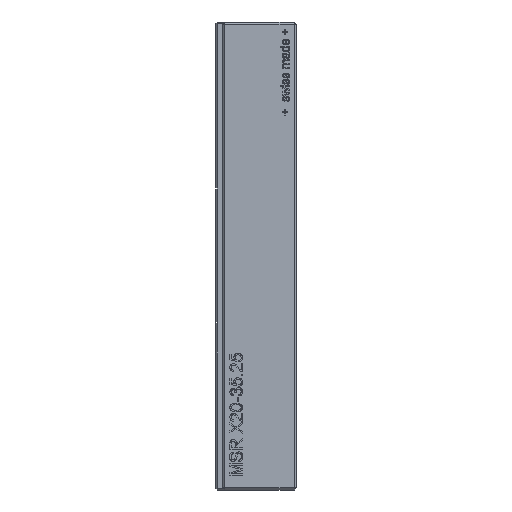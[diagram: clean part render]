
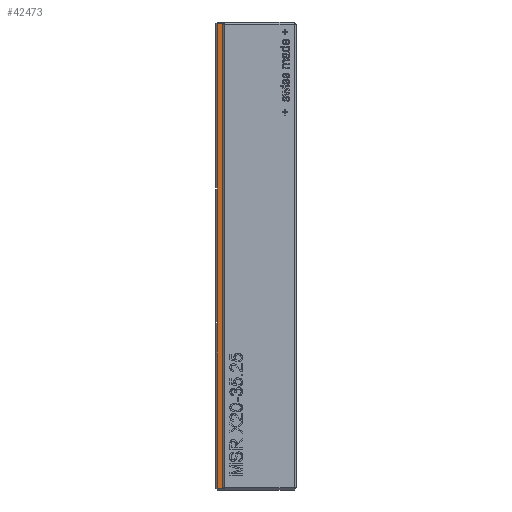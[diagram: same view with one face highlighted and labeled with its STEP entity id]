
A CAD part, left-side view. The second image highlights one B-rep face of the part: STEP entity #42473.
In plain terms, the highlighted planar face has unit normal (-1, 0, 0).
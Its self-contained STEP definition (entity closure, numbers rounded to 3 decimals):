
#42473 = ADVANCED_FACE('',(#42474),#42488,.F.);
#42474 = FACE_BOUND('',#42475,.F.);
#42475 = EDGE_LOOP('',(#42476,#42511,#42539,#42567,#42595,#42623,#42651,
    #42679));
#42476 = ORIENTED_EDGE('',*,*,#42477,.F.);
#42477 = EDGE_CURVE('',#42478,#42480,#42482,.T.);
#42478 = VERTEX_POINT('',#42479);
#42479 = CARTESIAN_POINT('',(-2.5,5.024,0.1));
#42480 = VERTEX_POINT('',#42481);
#42481 = CARTESIAN_POINT('',(-2.5,5.024,34.9));
#42482 = SURFACE_CURVE('',#42483,(#42487,#42499),.PCURVE_S1.);
#42483 = LINE('',#42484,#42485);
#42484 = CARTESIAN_POINT('',(-2.5,5.024,0.));
#42485 = VECTOR('',#42486,1.);
#42486 = DIRECTION('',(0.,0.,1.));
#42487 = PCURVE('',#42488,#42493);
#42488 = PLANE('',#42489);
#42489 = AXIS2_PLACEMENT_3D('',#42490,#42491,#42492);
#42490 = CARTESIAN_POINT('',(-2.5,6.,0.));
#42491 = DIRECTION('',(1.,0.,0.));
#42492 = DIRECTION('',(0.,-1.,0.));
#42493 = DEFINITIONAL_REPRESENTATION('',(#42494),#42498);
#42494 = LINE('',#42495,#42496);
#42495 = CARTESIAN_POINT('',(0.976,0.));
#42496 = VECTOR('',#42497,1.);
#42497 = DIRECTION('',(0.,-1.));
#42498 = ( GEOMETRIC_REPRESENTATION_CONTEXT(2) 
PARAMETRIC_REPRESENTATION_CONTEXT() REPRESENTATION_CONTEXT('2D SPACE',''
  ) );
#42499 = PCURVE('',#42500,#42505);
#42500 = PLANE('',#42501);
#42501 = AXIS2_PLACEMENT_3D('',#42502,#42503,#42504);
#42502 = CARTESIAN_POINT('',(-2.5,5.024,0.));
#42503 = DIRECTION('',(0.707,0.707,0.));
#42504 = DIRECTION('',(0.707,-0.707,0.));
#42505 = DEFINITIONAL_REPRESENTATION('',(#42506),#42510);
#42506 = LINE('',#42507,#42508);
#42507 = CARTESIAN_POINT('',(0.,0.));
#42508 = VECTOR('',#42509,1.);
#42509 = DIRECTION('',(0.,-1.));
#42510 = ( GEOMETRIC_REPRESENTATION_CONTEXT(2) 
PARAMETRIC_REPRESENTATION_CONTEXT() REPRESENTATION_CONTEXT('2D SPACE',''
  ) );
#42511 = ORIENTED_EDGE('',*,*,#42512,.F.);
#42512 = EDGE_CURVE('',#42513,#42478,#42515,.T.);
#42513 = VERTEX_POINT('',#42514);
#42514 = CARTESIAN_POINT('',(-2.5,5.9,0.1));
#42515 = SURFACE_CURVE('',#42516,(#42520,#42527),.PCURVE_S1.);
#42516 = LINE('',#42517,#42518);
#42517 = CARTESIAN_POINT('',(-2.5,6.,0.1));
#42518 = VECTOR('',#42519,1.);
#42519 = DIRECTION('',(0.,-1.,0.));
#42520 = PCURVE('',#42488,#42521);
#42521 = DEFINITIONAL_REPRESENTATION('',(#42522),#42526);
#42522 = LINE('',#42523,#42524);
#42523 = CARTESIAN_POINT('',(0.,-0.1));
#42524 = VECTOR('',#42525,1.);
#42525 = DIRECTION('',(1.,0.));
#42526 = ( GEOMETRIC_REPRESENTATION_CONTEXT(2) 
PARAMETRIC_REPRESENTATION_CONTEXT() REPRESENTATION_CONTEXT('2D SPACE',''
  ) );
#42527 = PCURVE('',#42528,#42533);
#42528 = PLANE('',#42529);
#42529 = AXIS2_PLACEMENT_3D('',#42530,#42531,#42532);
#42530 = CARTESIAN_POINT('',(-2.45,6.,0.05));
#42531 = DIRECTION('',(0.707,0.,0.707
    ));
#42532 = DIRECTION('',(0.,-1.,0.));
#42533 = DEFINITIONAL_REPRESENTATION('',(#42534),#42538);
#42534 = LINE('',#42535,#42536);
#42535 = CARTESIAN_POINT('',(0.,-0.071));
#42536 = VECTOR('',#42537,1.);
#42537 = DIRECTION('',(1.,0.));
#42538 = ( GEOMETRIC_REPRESENTATION_CONTEXT(2) 
PARAMETRIC_REPRESENTATION_CONTEXT() REPRESENTATION_CONTEXT('2D SPACE',''
  ) );
#42539 = ORIENTED_EDGE('',*,*,#42540,.T.);
#42540 = EDGE_CURVE('',#42513,#42541,#42543,.T.);
#42541 = VERTEX_POINT('',#42542);
#42542 = CARTESIAN_POINT('',(-2.5,5.9,12.5));
#42543 = SURFACE_CURVE('',#42544,(#42548,#42555),.PCURVE_S1.);
#42544 = LINE('',#42545,#42546);
#42545 = CARTESIAN_POINT('',(-2.5,5.9,0.));
#42546 = VECTOR('',#42547,1.);
#42547 = DIRECTION('',(0.,0.,1.));
#42548 = PCURVE('',#42488,#42549);
#42549 = DEFINITIONAL_REPRESENTATION('',(#42550),#42554);
#42550 = LINE('',#42551,#42552);
#42551 = CARTESIAN_POINT('',(0.1,0.));
#42552 = VECTOR('',#42553,1.);
#42553 = DIRECTION('',(0.,-1.));
#42554 = ( GEOMETRIC_REPRESENTATION_CONTEXT(2) 
PARAMETRIC_REPRESENTATION_CONTEXT() REPRESENTATION_CONTEXT('2D SPACE',''
  ) );
#42555 = PCURVE('',#42556,#42561);
#42556 = PLANE('',#42557);
#42557 = AXIS2_PLACEMENT_3D('',#42558,#42559,#42560);
#42558 = CARTESIAN_POINT('',(-2.45,5.95,0.));
#42559 = DIRECTION('',(0.707,-0.707,0.));
#42560 = DIRECTION('',(0.,0.,-1.));
#42561 = DEFINITIONAL_REPRESENTATION('',(#42562),#42566);
#42562 = LINE('',#42563,#42564);
#42563 = CARTESIAN_POINT('',(0.,-0.071));
#42564 = VECTOR('',#42565,1.);
#42565 = DIRECTION('',(-1.,0.));
#42566 = ( GEOMETRIC_REPRESENTATION_CONTEXT(2) 
PARAMETRIC_REPRESENTATION_CONTEXT() REPRESENTATION_CONTEXT('2D SPACE',''
  ) );
#42567 = ORIENTED_EDGE('',*,*,#42568,.T.);
#42568 = EDGE_CURVE('',#42541,#42569,#42571,.T.);
#42569 = VERTEX_POINT('',#42570);
#42570 = CARTESIAN_POINT('',(-2.5,5.9,12.6));
#42571 = SURFACE_CURVE('',#42572,(#42576,#42583),.PCURVE_S1.);
#42572 = LINE('',#42573,#42574);
#42573 = CARTESIAN_POINT('',(-2.5,5.9,0.));
#42574 = VECTOR('',#42575,1.);
#42575 = DIRECTION('',(0.,0.,1.));
#42576 = PCURVE('',#42488,#42577);
#42577 = DEFINITIONAL_REPRESENTATION('',(#42578),#42582);
#42578 = LINE('',#42579,#42580);
#42579 = CARTESIAN_POINT('',(0.1,0.));
#42580 = VECTOR('',#42581,1.);
#42581 = DIRECTION('',(0.,-1.));
#42582 = ( GEOMETRIC_REPRESENTATION_CONTEXT(2) 
PARAMETRIC_REPRESENTATION_CONTEXT() REPRESENTATION_CONTEXT('2D SPACE',''
  ) );
#42583 = PCURVE('',#42584,#42589);
#42584 = PLANE('',#42585);
#42585 = AXIS2_PLACEMENT_3D('',#42586,#42587,#42588);
#42586 = CARTESIAN_POINT('',(1.5,5.9,0.));
#42587 = DIRECTION('',(0.,1.,0.));
#42588 = DIRECTION('',(0.,0.,1.));
#42589 = DEFINITIONAL_REPRESENTATION('',(#42590),#42594);
#42590 = LINE('',#42591,#42592);
#42591 = CARTESIAN_POINT('',(0.,-4.));
#42592 = VECTOR('',#42593,1.);
#42593 = DIRECTION('',(1.,0.));
#42594 = ( GEOMETRIC_REPRESENTATION_CONTEXT(2) 
PARAMETRIC_REPRESENTATION_CONTEXT() REPRESENTATION_CONTEXT('2D SPACE',''
  ) );
#42595 = ORIENTED_EDGE('',*,*,#42596,.T.);
#42596 = EDGE_CURVE('',#42569,#42597,#42599,.T.);
#42597 = VERTEX_POINT('',#42598);
#42598 = CARTESIAN_POINT('',(-2.5,5.9,22.5));
#42599 = SURFACE_CURVE('',#42600,(#42604,#42611),.PCURVE_S1.);
#42600 = LINE('',#42601,#42602);
#42601 = CARTESIAN_POINT('',(-2.5,5.9,0.));
#42602 = VECTOR('',#42603,1.);
#42603 = DIRECTION('',(0.,0.,1.));
#42604 = PCURVE('',#42488,#42605);
#42605 = DEFINITIONAL_REPRESENTATION('',(#42606),#42610);
#42606 = LINE('',#42607,#42608);
#42607 = CARTESIAN_POINT('',(0.1,0.));
#42608 = VECTOR('',#42609,1.);
#42609 = DIRECTION('',(0.,-1.));
#42610 = ( GEOMETRIC_REPRESENTATION_CONTEXT(2) 
PARAMETRIC_REPRESENTATION_CONTEXT() REPRESENTATION_CONTEXT('2D SPACE',''
  ) );
#42611 = PCURVE('',#42612,#42617);
#42612 = PLANE('',#42613);
#42613 = AXIS2_PLACEMENT_3D('',#42614,#42615,#42616);
#42614 = CARTESIAN_POINT('',(-2.45,5.95,0.));
#42615 = DIRECTION('',(0.707,-0.707,0.));
#42616 = DIRECTION('',(0.,0.,-1.));
#42617 = DEFINITIONAL_REPRESENTATION('',(#42618),#42622);
#42618 = LINE('',#42619,#42620);
#42619 = CARTESIAN_POINT('',(0.,-0.071));
#42620 = VECTOR('',#42621,1.);
#42621 = DIRECTION('',(-1.,0.));
#42622 = ( GEOMETRIC_REPRESENTATION_CONTEXT(2) 
PARAMETRIC_REPRESENTATION_CONTEXT() REPRESENTATION_CONTEXT('2D SPACE',''
  ) );
#42623 = ORIENTED_EDGE('',*,*,#42624,.T.);
#42624 = EDGE_CURVE('',#42597,#42625,#42627,.T.);
#42625 = VERTEX_POINT('',#42626);
#42626 = CARTESIAN_POINT('',(-2.5,5.9,22.6));
#42627 = SURFACE_CURVE('',#42628,(#42632,#42639),.PCURVE_S1.);
#42628 = LINE('',#42629,#42630);
#42629 = CARTESIAN_POINT('',(-2.5,5.9,0.));
#42630 = VECTOR('',#42631,1.);
#42631 = DIRECTION('',(0.,0.,1.));
#42632 = PCURVE('',#42488,#42633);
#42633 = DEFINITIONAL_REPRESENTATION('',(#42634),#42638);
#42634 = LINE('',#42635,#42636);
#42635 = CARTESIAN_POINT('',(0.1,0.));
#42636 = VECTOR('',#42637,1.);
#42637 = DIRECTION('',(0.,-1.));
#42638 = ( GEOMETRIC_REPRESENTATION_CONTEXT(2) 
PARAMETRIC_REPRESENTATION_CONTEXT() REPRESENTATION_CONTEXT('2D SPACE',''
  ) );
#42639 = PCURVE('',#42640,#42645);
#42640 = PLANE('',#42641);
#42641 = AXIS2_PLACEMENT_3D('',#42642,#42643,#42644);
#42642 = CARTESIAN_POINT('',(-1.4,5.9,22.6));
#42643 = DIRECTION('',(0.,-1.,0.));
#42644 = DIRECTION('',(0.,0.,-1.));
#42645 = DEFINITIONAL_REPRESENTATION('',(#42646),#42650);
#42646 = LINE('',#42647,#42648);
#42647 = CARTESIAN_POINT('',(22.6,-1.1));
#42648 = VECTOR('',#42649,1.);
#42649 = DIRECTION('',(-1.,0.));
#42650 = ( GEOMETRIC_REPRESENTATION_CONTEXT(2) 
PARAMETRIC_REPRESENTATION_CONTEXT() REPRESENTATION_CONTEXT('2D SPACE',''
  ) );
#42651 = ORIENTED_EDGE('',*,*,#42652,.T.);
#42652 = EDGE_CURVE('',#42625,#42653,#42655,.T.);
#42653 = VERTEX_POINT('',#42654);
#42654 = CARTESIAN_POINT('',(-2.5,5.9,34.9));
#42655 = SURFACE_CURVE('',#42656,(#42660,#42667),.PCURVE_S1.);
#42656 = LINE('',#42657,#42658);
#42657 = CARTESIAN_POINT('',(-2.5,5.9,0.));
#42658 = VECTOR('',#42659,1.);
#42659 = DIRECTION('',(0.,0.,1.));
#42660 = PCURVE('',#42488,#42661);
#42661 = DEFINITIONAL_REPRESENTATION('',(#42662),#42666);
#42662 = LINE('',#42663,#42664);
#42663 = CARTESIAN_POINT('',(0.1,0.));
#42664 = VECTOR('',#42665,1.);
#42665 = DIRECTION('',(0.,-1.));
#42666 = ( GEOMETRIC_REPRESENTATION_CONTEXT(2) 
PARAMETRIC_REPRESENTATION_CONTEXT() REPRESENTATION_CONTEXT('2D SPACE',''
  ) );
#42667 = PCURVE('',#42668,#42673);
#42668 = PLANE('',#42669);
#42669 = AXIS2_PLACEMENT_3D('',#42670,#42671,#42672);
#42670 = CARTESIAN_POINT('',(-2.45,5.95,0.));
#42671 = DIRECTION('',(0.707,-0.707,0.));
#42672 = DIRECTION('',(0.,0.,-1.));
#42673 = DEFINITIONAL_REPRESENTATION('',(#42674),#42678);
#42674 = LINE('',#42675,#42676);
#42675 = CARTESIAN_POINT('',(0.,-0.071));
#42676 = VECTOR('',#42677,1.);
#42677 = DIRECTION('',(-1.,0.));
#42678 = ( GEOMETRIC_REPRESENTATION_CONTEXT(2) 
PARAMETRIC_REPRESENTATION_CONTEXT() REPRESENTATION_CONTEXT('2D SPACE',''
  ) );
#42679 = ORIENTED_EDGE('',*,*,#42680,.T.);
#42680 = EDGE_CURVE('',#42653,#42480,#42681,.T.);
#42681 = SURFACE_CURVE('',#42682,(#42686,#42693),.PCURVE_S1.);
#42682 = LINE('',#42683,#42684);
#42683 = CARTESIAN_POINT('',(-2.5,6.,34.9));
#42684 = VECTOR('',#42685,1.);
#42685 = DIRECTION('',(0.,-1.,0.));
#42686 = PCURVE('',#42488,#42687);
#42687 = DEFINITIONAL_REPRESENTATION('',(#42688),#42692);
#42688 = LINE('',#42689,#42690);
#42689 = CARTESIAN_POINT('',(0.,-34.9));
#42690 = VECTOR('',#42691,1.);
#42691 = DIRECTION('',(1.,0.));
#42692 = ( GEOMETRIC_REPRESENTATION_CONTEXT(2) 
PARAMETRIC_REPRESENTATION_CONTEXT() REPRESENTATION_CONTEXT('2D SPACE',''
  ) );
#42693 = PCURVE('',#42694,#42699);
#42694 = PLANE('',#42695);
#42695 = AXIS2_PLACEMENT_3D('',#42696,#42697,#42698);
#42696 = CARTESIAN_POINT('',(-2.45,6.,34.95));
#42697 = DIRECTION('',(-0.707,0.,
    0.707));
#42698 = DIRECTION('',(0.,-1.,0.));
#42699 = DEFINITIONAL_REPRESENTATION('',(#42700),#42704);
#42700 = LINE('',#42701,#42702);
#42701 = CARTESIAN_POINT('',(0.,-0.071));
#42702 = VECTOR('',#42703,1.);
#42703 = DIRECTION('',(1.,0.));
#42704 = ( GEOMETRIC_REPRESENTATION_CONTEXT(2) 
PARAMETRIC_REPRESENTATION_CONTEXT() REPRESENTATION_CONTEXT('2D SPACE',''
  ) );
